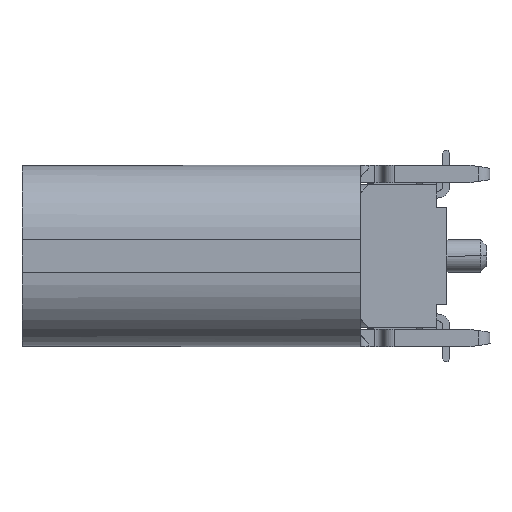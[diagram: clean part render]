
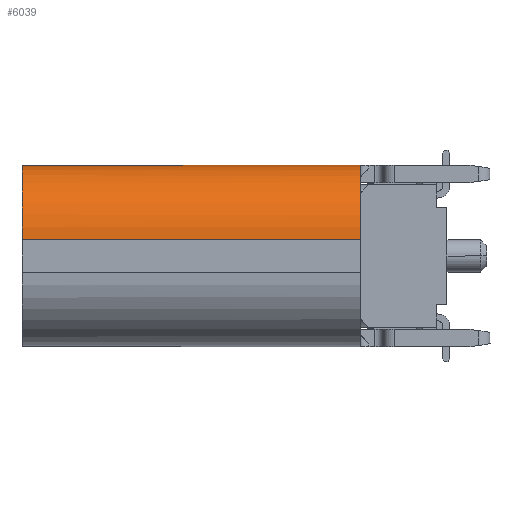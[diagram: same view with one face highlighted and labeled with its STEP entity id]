
A CAD part, left-side view. The second image highlights one B-rep face of the part: STEP entity #6039.
In plain terms, the highlighted cylindrical face has radius 1.3 mm (diameter 2.6 mm), a partial arc.
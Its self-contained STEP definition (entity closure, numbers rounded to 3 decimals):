
#6039=ADVANCED_FACE('NONE',(#9640),#9641,.T.);
#9640=FACE_OUTER_BOUND('',#19853,.T.);
#9641=CYLINDRICAL_SURFACE('',#19854,1.3);
#19853=EDGE_LOOP('',(#25043,#25044,#25045,#25046,#25047));
#19854=AXIS2_PLACEMENT_3D('',#25048,#25049,#25050);
#25043=ORIENTED_EDGE('',*,*,#33755,.T.);
#25044=ORIENTED_EDGE('',*,*,#33756,.F.);
#25045=ORIENTED_EDGE('',*,*,#33757,.T.);
#25046=ORIENTED_EDGE('',*,*,#33665,.T.);
#25047=ORIENTED_EDGE('',*,*,#33669,.T.);
#25048=CARTESIAN_POINT('',(-3.17,7.46,-1.03));
#25049=DIRECTION('',(0.,-1.,0.));
#25050=DIRECTION('',(0.,0.,-1.));
#33665=EDGE_CURVE('NONE',#43862,#43860,#43863,.T.);
#33669=EDGE_CURVE('NONE',#43860,#43867,#43869,.T.);
#33755=EDGE_CURVE('NONE',#43867,#44016,#44018,.T.);
#33756=EDGE_CURVE('NONE',#44019,#44016,#44020,.T.);
#33757=EDGE_CURVE('NONE',#44019,#43862,#44021,.T.);
#43860=VERTEX_POINT('NONE',#49107);
#43862=VERTEX_POINT('NONE',#49110);
#43863=LINE('',#49111,#49112);
#43867=VERTEX_POINT('NONE',#49117);
#43869=CIRCLE('',#49120,1.3);
#44016=VERTEX_POINT('NONE',#49375);
#44018=B_SPLINE_CURVE_WITH_KNOTS('',3,(#49377,#49378,#49379,#49380),.UNSPECIFIED.,.F.,.F.,(4,4),(0.0,0.),.UNSPECIFIED.);
#44019=VERTEX_POINT('NONE',#49381);
#44020=LINE('',#49382,#49383);
#44021=CIRCLE('',#49384,1.3);
#49107=CARTESIAN_POINT('',(-4.47,1.56,-1.03));
#49110=CARTESIAN_POINT('',(-4.47,7.46,-1.03));
#49111=CARTESIAN_POINT('',(-4.47,7.46,-1.03));
#49112=VECTOR('',#51871,1000.0);
#49117=CARTESIAN_POINT('',(-3.2,1.56,0.27));
#49120=AXIS2_PLACEMENT_3D('',#51877,#51878,#51879);
#49375=CARTESIAN_POINT('',(-3.17,1.557,0.27));
#49377=CARTESIAN_POINT('',(-3.2,1.56,0.27));
#49378=CARTESIAN_POINT('',(-3.19,1.56,0.27));
#49379=CARTESIAN_POINT('',(-3.18,1.559,0.27));
#49380=CARTESIAN_POINT('',(-3.17,1.557,0.27));
#49381=CARTESIAN_POINT('',(-3.17,7.46,0.27));
#49382=CARTESIAN_POINT('',(-3.17,7.46,0.27));
#49383=VECTOR('',#52011,1000.0);
#49384=AXIS2_PLACEMENT_3D('',#52012,#52013,#52014);
#51871=DIRECTION('',(0.,-1.,0.));
#51877=CARTESIAN_POINT('',(-3.17,1.56,-1.03));
#51878=DIRECTION('',(0.,1.,0.));
#51879=DIRECTION('',(0.,0.,-1.));
#52011=DIRECTION('',(0.,-1.,0.));
#52012=CARTESIAN_POINT('',(-3.17,7.46,-1.03));
#52013=DIRECTION('',(0.,-1.,0.));
#52014=DIRECTION('',(0.,0.,-1.));
